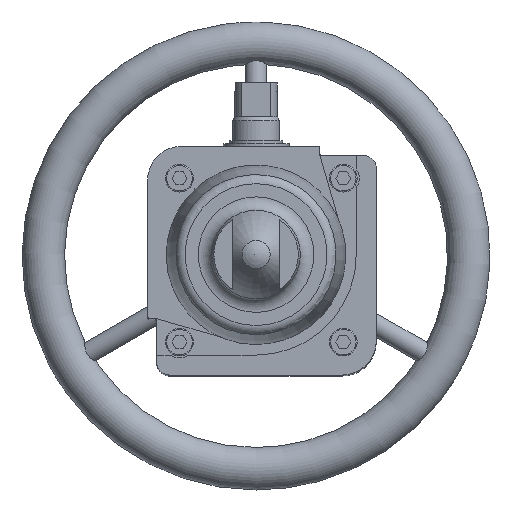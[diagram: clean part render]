
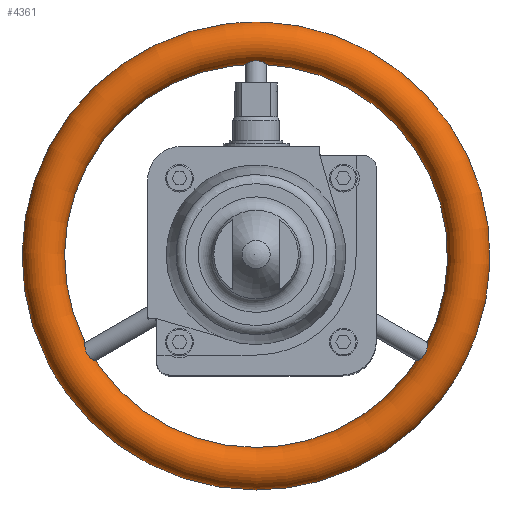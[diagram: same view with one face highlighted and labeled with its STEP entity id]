
A CAD part, top view. The second image highlights one B-rep face of the part: STEP entity #4361.
In plain terms, the highlighted toroidal (fillet/blend) face has major radius 100 mm and minor radius 10 mm.
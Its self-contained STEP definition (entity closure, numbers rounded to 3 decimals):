
#53=TOROIDAL_SURFACE('',#4750,100.,10.);
#128=B_SPLINE_CURVE_WITH_KNOTS('',3,(#6979,#6980,#6981,#6982,#6983,#6984,
#6985,#6986,#6987,#6988,#6989,#6990,#6991,#6992,#6993,#6994,#6995,#6996),
 .UNSPECIFIED.,.T.,.F.,(1,1,1,1,1,1,1,1,1,1,1,1,1,1,1,1,1,1,1,1,1,1),(-0.006,
-0.004,-0.002,0.,0.002,0.004,
0.006,0.008,0.01,0.012,
0.014,0.016,0.018,0.02,
0.024,0.026,0.028,0.03,
0.032,0.034,0.036,0.038),
 .UNSPECIFIED.);
#129=B_SPLINE_CURVE_WITH_KNOTS('',3,(#6999,#7000,#7001,#7002,#7003,#7004,
#7005,#7006,#7007,#7008,#7009,#7010,#7011,#7012,#7013,#7014,#7015,#7016),
 .UNSPECIFIED.,.T.,.F.,(1,1,1,1,1,1,1,1,1,1,1,1,1,1,1,1,1,1,1,1,1,1),(-0.006,
-0.004,-0.002,0.,0.002,0.004,
0.006,0.008,0.01,0.012,
0.014,0.016,0.02,0.022,
0.024,0.026,0.028,0.03,
0.032,0.034,0.036,0.038),
 .UNSPECIFIED.);
#130=B_SPLINE_CURVE_WITH_KNOTS('',3,(#7019,#7020,#7021,#7022,#7023,#7024,
#7025,#7026,#7027,#7028,#7029,#7030,#7031,#7032,#7033,#7034,#7035,#7036),
 .UNSPECIFIED.,.T.,.F.,(1,1,1,1,1,1,1,1,1,1,1,1,1,1,1,1,1,1,1,1,1,1),(-0.006,
-0.004,-0.002,0.,0.002,0.004,
0.008,0.01,0.012,0.014,
0.016,0.018,0.02,0.022,
0.024,0.026,0.028,0.03,
0.032,0.034,0.036,0.04),
 .UNSPECIFIED.);
#1363=ORIENTED_EDGE('',*,*,#2411,.F.);
#1364=ORIENTED_EDGE('',*,*,#2410,.F.);
#1365=ORIENTED_EDGE('',*,*,#2409,.F.);
#2409=EDGE_CURVE('',#2943,#2943,#128,.T.);
#2410=EDGE_CURVE('',#2944,#2944,#129,.T.);
#2411=EDGE_CURVE('',#2945,#2945,#130,.T.);
#2943=VERTEX_POINT('',#6997);
#2944=VERTEX_POINT('',#7017);
#2945=VERTEX_POINT('',#7037);
#3513=EDGE_LOOP('',(#1363));
#3514=EDGE_LOOP('',(#1364));
#3515=EDGE_LOOP('',(#1365));
#3913=FACE_BOUND('',#3513,.T.);
#3914=FACE_BOUND('',#3514,.T.);
#3915=FACE_BOUND('',#3515,.T.);
#4361=ADVANCED_FACE('',(#3913,#3914,#3915),#53,.T.);
#4750=AXIS2_PLACEMENT_3D('',#7038,#5495,#5496);
#5495=DIRECTION('',(0.,0.,-1.));
#5496=DIRECTION('',(-1.,0.,0.));
#6979=CARTESIAN_POINT('',(-4.334,90.031,-210.422));
#6980=CARTESIAN_POINT('',(-3.063,90.532,-211.949));
#6981=CARTESIAN_POINT('',(-1.327,91.037,-212.952));
#6982=CARTESIAN_POINT('',(0.755,91.125,-213.1));
#6983=CARTESIAN_POINT('',(2.629,90.686,-212.289));
#6984=CARTESIAN_POINT('',(4.022,90.157,-210.899));
#6985=CARTESIAN_POINT('',(4.914,89.818,-209.081));
#6986=CARTESIAN_POINT('',(5.108,89.893,-207.025));
#6987=CARTESIAN_POINT('',(4.47,90.423,-205.121));
#6988=CARTESIAN_POINT('',(3.137,91.139,-203.717));
#6989=CARTESIAN_POINT('',(1.325,91.694,-202.921));
#6990=CARTESIAN_POINT('',(-1.429,91.81,-202.778));
#6991=CARTESIAN_POINT('',(-3.869,90.832,-204.073));
#6992=CARTESIAN_POINT('',(-5.006,90.006,-206.438));
#6993=CARTESIAN_POINT('',(-5.053,89.788,-208.498));
#6994=CARTESIAN_POINT('',(-4.334,90.031,-210.422));
#6995=CARTESIAN_POINT('',(-3.063,90.532,-211.949));
#6996=CARTESIAN_POINT('',(-1.327,91.037,-212.952));
#6997=CARTESIAN_POINT('',(-2.986,90.533,-211.862));
#6999=CARTESIAN_POINT('',(-78.377,-46.428,-213.042));
#7000=CARTESIAN_POINT('',(-79.419,-44.602,-213.025));
#7001=CARTESIAN_POINT('',(-79.898,-42.815,-212.107));
#7002=CARTESIAN_POINT('',(-80.116,-41.406,-210.64));
#7003=CARTESIAN_POINT('',(-80.265,-40.573,-208.77));
#7004=CARTESIAN_POINT('',(-80.43,-40.589,-206.707));
#7005=CARTESIAN_POINT('',(-80.553,-41.541,-204.865));
#7006=CARTESIAN_POINT('',(-80.461,-43.126,-203.552));
#7007=CARTESIAN_POINT('',(-79.959,-44.996,-202.857));
#7008=CARTESIAN_POINT('',(-78.574,-47.383,-202.866));
#7009=CARTESIAN_POINT('',(-76.51,-48.892,-204.294));
#7010=CARTESIAN_POINT('',(-75.356,-49.361,-206.75));
#7011=CARTESIAN_POINT('',(-75.275,-49.217,-208.816));
#7012=CARTESIAN_POINT('',(-75.943,-48.658,-210.69));
#7013=CARTESIAN_POINT('',(-77.065,-47.755,-212.143));
#7014=CARTESIAN_POINT('',(-78.377,-46.428,-213.042));
#7015=CARTESIAN_POINT('',(-79.419,-44.602,-213.025));
#7016=CARTESIAN_POINT('',(-79.898,-42.815,-212.107));
#7017=CARTESIAN_POINT('',(-79.325,-44.609,-212.875));
#7019=CARTESIAN_POINT('',(75.762,-48.8,-210.339));
#7020=CARTESIAN_POINT('',(75.224,-49.283,-208.409));
#7021=CARTESIAN_POINT('',(75.474,-49.331,-206.347));
#7022=CARTESIAN_POINT('',(76.796,-48.726,-204.009));
#7023=CARTESIAN_POINT('',(78.854,-47.073,-202.758));
#7024=CARTESIAN_POINT('',(80.102,-44.615,-202.941));
#7025=CARTESIAN_POINT('',(80.506,-42.773,-203.769));
#7026=CARTESIAN_POINT('',(80.54,-41.291,-205.193));
#7027=CARTESIAN_POINT('',(80.397,-40.508,-207.106));
#7028=CARTESIAN_POINT('',(80.235,-40.679,-209.169));
#7029=CARTESIAN_POINT('',(80.081,-41.654,-210.974));
#7030=CARTESIAN_POINT('',(79.834,-43.146,-212.341));
#7031=CARTESIAN_POINT('',(79.256,-44.994,-213.116));
#7032=CARTESIAN_POINT('',(78.113,-46.741,-212.92));
#7033=CARTESIAN_POINT('',(76.813,-47.967,-211.886));
#7034=CARTESIAN_POINT('',(75.762,-48.8,-210.339));
#7035=CARTESIAN_POINT('',(75.224,-49.283,-208.409));
#7036=CARTESIAN_POINT('',(75.474,-49.331,-206.347));
#7037=CARTESIAN_POINT('',(75.356,-49.21,-208.387));
#7038=CARTESIAN_POINT('',(0.,0.,-208.5));
